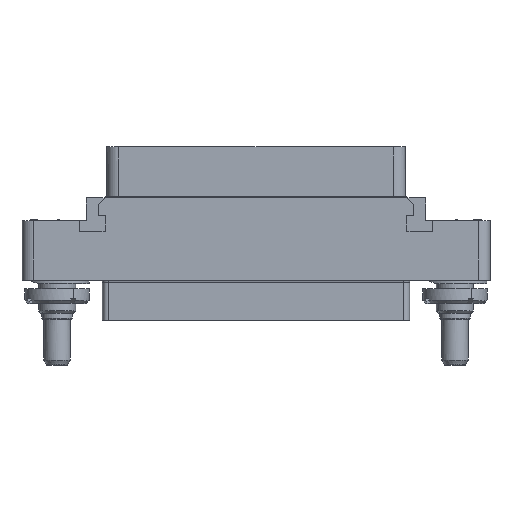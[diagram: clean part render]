
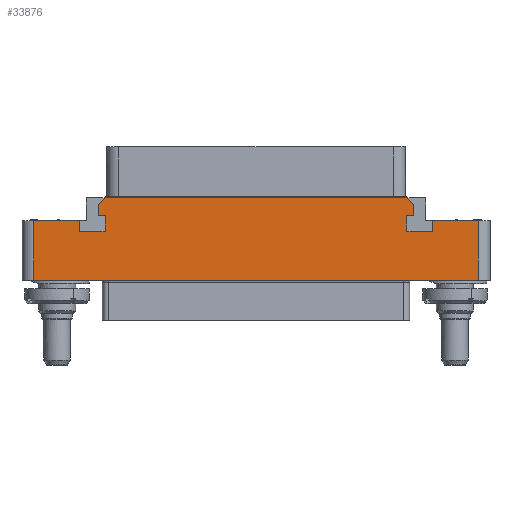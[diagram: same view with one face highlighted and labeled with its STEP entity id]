
A CAD part, top view. The second image highlights one B-rep face of the part: STEP entity #33876.
In plain terms, the highlighted planar face has unit normal (0, 0, 1).
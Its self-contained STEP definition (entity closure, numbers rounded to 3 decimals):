
#1=DIRECTION('',(0.,-1.,0.));
#2=VECTOR('',#1,1.8);
#3=CARTESIAN_POINT('',(-30.2,10.2,7.));
#4=LINE('',#3,#2);
#5=DIRECTION('',(1.,0.,0.));
#6=VECTOR('',#5,4.4);
#7=CARTESIAN_POINT('',(-30.2,8.4,7.));
#8=LINE('',#7,#6);
#9=DIRECTION('',(0.,1.,0.));
#10=VECTOR('',#9,2.6);
#11=CARTESIAN_POINT('',(-25.8,8.4,7.));
#12=LINE('',#11,#10);
#13=DIRECTION('',(-1.,0.,0.));
#14=VECTOR('',#13,1.2);
#15=CARTESIAN_POINT('',(-25.8,11.,7.));
#16=LINE('',#15,#14);
#17=DIRECTION('',(0.,1.,0.));
#18=VECTOR('',#17,1.9);
#19=CARTESIAN_POINT('',(-27.,11.,7.));
#20=LINE('',#19,#18);
#21=DIRECTION('',(0.707,0.707,0.));
#22=VECTOR('',#21,1.697);
#23=CARTESIAN_POINT('',(-27.,12.9,7.));
#24=LINE('',#23,#22);
#25=DIRECTION('',(1.,0.,0.));
#26=VECTOR('',#25,51.6);
#27=CARTESIAN_POINT('',(-25.8,14.1,7.));
#28=LINE('',#27,#26);
#29=DIRECTION('',(-0.707,0.707,0.));
#30=VECTOR('',#29,1.697);
#31=CARTESIAN_POINT('',(27.,12.9,7.));
#32=LINE('',#31,#30);
#33=DIRECTION('',(0.,1.,0.));
#34=VECTOR('',#33,1.9);
#35=CARTESIAN_POINT('',(27.,11.,7.));
#36=LINE('',#35,#34);
#37=DIRECTION('',(1.,0.,0.));
#38=VECTOR('',#37,1.2);
#39=CARTESIAN_POINT('',(25.8,11.,7.));
#40=LINE('',#39,#38);
#41=DIRECTION('',(0.,1.,0.));
#42=VECTOR('',#41,2.6);
#43=CARTESIAN_POINT('',(25.8,8.4,7.));
#44=LINE('',#43,#42);
#45=DIRECTION('',(-1.,0.,0.));
#46=VECTOR('',#45,4.4);
#47=CARTESIAN_POINT('',(30.2,8.4,7.));
#48=LINE('',#47,#46);
#49=DIRECTION('',(0.,-1.,0.));
#50=VECTOR('',#49,1.8);
#51=CARTESIAN_POINT('',(30.2,10.2,7.));
#52=LINE('',#51,#50);
#53=DIRECTION('',(1.,0.,0.));
#54=VECTOR('',#53,7.8);
#55=CARTESIAN_POINT('',(30.2,10.2,7.));
#56=LINE('',#55,#54);
#57=DIRECTION('',(-1.,0.,0.));
#58=VECTOR('',#57,76.);
#59=CARTESIAN_POINT('',(38.,0.,7.));
#60=LINE('',#59,#58);
#61=DIRECTION('',(1.,0.,0.));
#62=VECTOR('',#61,7.8);
#63=CARTESIAN_POINT('',(-38.,10.2,7.));
#64=LINE('',#63,#62);
#2070=DIRECTION('',(0.,-1.,0.));
#2071=VECTOR('',#2070,10.2);
#2072=CARTESIAN_POINT('',(-38.,10.2,7.));
#2073=LINE('',#2072,#2071);
#2088=DIRECTION('',(0.,1.,0.));
#2089=VECTOR('',#2088,10.2);
#2090=CARTESIAN_POINT('',(38.,0.,7.));
#2091=LINE('',#2090,#2089);
#28029=CARTESIAN_POINT('',(38.,0.,7.));
#28030=CARTESIAN_POINT('',(38.,10.2,7.));
#28031=VERTEX_POINT('',#28029);
#28032=VERTEX_POINT('',#28030);
#28037=CARTESIAN_POINT('',(-38.,10.2,7.));
#28038=CARTESIAN_POINT('',(-38.,0.,7.));
#28039=VERTEX_POINT('',#28037);
#28040=VERTEX_POINT('',#28038);
#29875=CARTESIAN_POINT('',(30.2,10.2,7.));
#29876=CARTESIAN_POINT('',(30.2,8.4,7.));
#29877=VERTEX_POINT('',#29875);
#29878=VERTEX_POINT('',#29876);
#29879=CARTESIAN_POINT('',(25.8,8.4,7.));
#29880=VERTEX_POINT('',#29879);
#29881=CARTESIAN_POINT('',(25.8,11.,7.));
#29882=VERTEX_POINT('',#29881);
#29883=CARTESIAN_POINT('',(27.,11.,7.));
#29884=VERTEX_POINT('',#29883);
#29885=CARTESIAN_POINT('',(27.,12.9,7.));
#29886=VERTEX_POINT('',#29885);
#29887=CARTESIAN_POINT('',(25.8,14.1,7.));
#29888=VERTEX_POINT('',#29887);
#29905=CARTESIAN_POINT('',(-30.2,10.2,7.));
#29906=CARTESIAN_POINT('',(-30.2,8.4,7.));
#29907=VERTEX_POINT('',#29905);
#29908=VERTEX_POINT('',#29906);
#29909=CARTESIAN_POINT('',(-25.8,8.4,7.));
#29910=VERTEX_POINT('',#29909);
#29911=CARTESIAN_POINT('',(-25.8,11.,7.));
#29912=VERTEX_POINT('',#29911);
#29913=CARTESIAN_POINT('',(-27.,11.,7.));
#29914=VERTEX_POINT('',#29913);
#29915=CARTESIAN_POINT('',(-27.,12.9,7.));
#29916=VERTEX_POINT('',#29915);
#29917=CARTESIAN_POINT('',(-25.8,14.1,7.));
#29918=VERTEX_POINT('',#29917);
#33833=CARTESIAN_POINT('',(0.,0.,7.));
#33834=DIRECTION('',(0.,0.,-1.));
#33835=DIRECTION('',(-1.,0.,0.));
#33836=AXIS2_PLACEMENT_3D('',#33833,#33834,#33835);
#33837=PLANE('',#33836);
#33839=ORIENTED_EDGE('',*,*,#33838,.T.);
#33841=ORIENTED_EDGE('',*,*,#33840,.T.);
#33843=ORIENTED_EDGE('',*,*,#33842,.T.);
#33845=ORIENTED_EDGE('',*,*,#33844,.T.);
#33847=ORIENTED_EDGE('',*,*,#33846,.T.);
#33849=ORIENTED_EDGE('',*,*,#33848,.T.);
#33851=ORIENTED_EDGE('',*,*,#33850,.T.);
#33853=ORIENTED_EDGE('',*,*,#33852,.F.);
#33855=ORIENTED_EDGE('',*,*,#33854,.F.);
#33857=ORIENTED_EDGE('',*,*,#33856,.F.);
#33859=ORIENTED_EDGE('',*,*,#33858,.F.);
#33861=ORIENTED_EDGE('',*,*,#33860,.F.);
#33863=ORIENTED_EDGE('',*,*,#33862,.F.);
#33865=ORIENTED_EDGE('',*,*,#33864,.T.);
#33867=ORIENTED_EDGE('',*,*,#33866,.F.);
#33869=ORIENTED_EDGE('',*,*,#33868,.T.);
#33871=ORIENTED_EDGE('',*,*,#33870,.F.);
#33873=ORIENTED_EDGE('',*,*,#33872,.T.);
#33874=EDGE_LOOP('',(#33839,#33841,#33843,#33845,#33847,#33849,#33851,#33853,
#33855,#33857,#33859,#33861,#33863,#33865,#33867,#33869,#33871,#33873));
#33875=FACE_OUTER_BOUND('',#33874,.F.);
#33876=ADVANCED_FACE('',(#33875),#33837,.F.);
#33838=EDGE_CURVE('',#29907,#29908,#4,.T.);
#33840=EDGE_CURVE('',#29908,#29910,#8,.T.);
#33842=EDGE_CURVE('',#29910,#29912,#12,.T.);
#33844=EDGE_CURVE('',#29912,#29914,#16,.T.);
#33846=EDGE_CURVE('',#29914,#29916,#20,.T.);
#33848=EDGE_CURVE('',#29916,#29918,#24,.T.);
#33850=EDGE_CURVE('',#29918,#29888,#28,.T.);
#33852=EDGE_CURVE('',#29886,#29888,#32,.T.);
#33854=EDGE_CURVE('',#29884,#29886,#36,.T.);
#33856=EDGE_CURVE('',#29882,#29884,#40,.T.);
#33858=EDGE_CURVE('',#29880,#29882,#44,.T.);
#33860=EDGE_CURVE('',#29878,#29880,#48,.T.);
#33862=EDGE_CURVE('',#29877,#29878,#52,.T.);
#33864=EDGE_CURVE('',#29877,#28032,#56,.T.);
#33866=EDGE_CURVE('',#28031,#28032,#2091,.T.);
#33868=EDGE_CURVE('',#28031,#28040,#60,.T.);
#33870=EDGE_CURVE('',#28039,#28040,#2073,.T.);
#33872=EDGE_CURVE('',#28039,#29907,#64,.T.);
